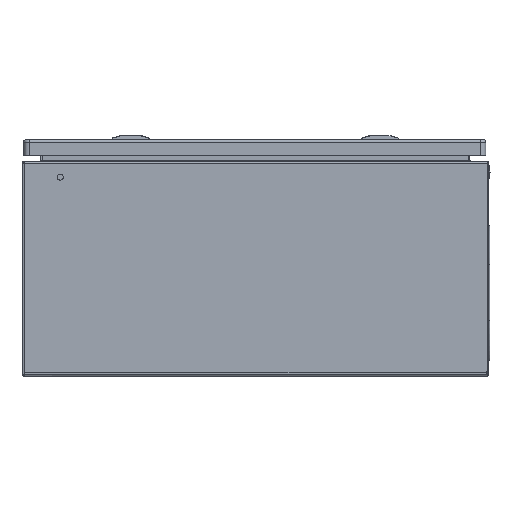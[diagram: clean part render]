
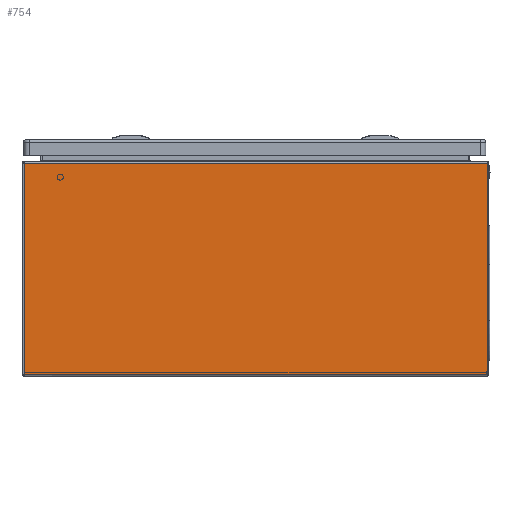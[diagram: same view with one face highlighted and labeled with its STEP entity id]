
A CAD part, left-side view. The second image highlights one B-rep face of the part: STEP entity #754.
In plain terms, the highlighted planar face has unit normal (-1, 0, 0).
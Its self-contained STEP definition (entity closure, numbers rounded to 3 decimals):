
#754=ADVANCED_FACE('',(#5120),#5121,.F.);
#5120=FACE_OUTER_BOUND('',#14864,.T.);
#5121=PLANE('',#14865);
#14864=EDGE_LOOP('',(#32010,#32011,#32012,#32013));
#14865=AXIS2_PLACEMENT_3D('',#32014,#32015,#32016);
#32010=ORIENTED_EDGE('',*,*,#59910,.T.);
#32011=ORIENTED_EDGE('',*,*,#59909,.T.);
#32012=ORIENTED_EDGE('',*,*,#59908,.F.);
#32013=ORIENTED_EDGE('',*,*,#60038,.T.);
#32014=CARTESIAN_POINT('',(-200.0,-0.5,114.581));
#32015=DIRECTION('',(1.0,0.0,0.0));
#32016=DIRECTION('',(0.0,-1.0,0.0));
#59908=EDGE_CURVE('',#71086,#70925,#71091,.T.);
#59909=EDGE_CURVE('',#70930,#70925,#71092,.T.);
#59910=EDGE_CURVE('',#71093,#70930,#71094,.T.);
#60038=EDGE_CURVE('',#71086,#71093,#71283,.T.);
#70925=VERTEX_POINT('',#87951);
#70930=VERTEX_POINT('',#87958);
#71086=VERTEX_POINT('',#88316);
#71091=LINE('',#88324,#88325);
#71092=LINE('',#88326,#88327);
#71093=VERTEX_POINT('',#88328);
#71094=LINE('',#88329,#88330);
#71283=LINE('',#88770,#88771);
#87951=CARTESIAN_POINT('',(-200.0,247.8,227.81));
#87958=CARTESIAN_POINT('',(-200.0,-248.8,227.81));
#88316=CARTESIAN_POINT('',(-200.0,247.8,1.352));
#88324=CARTESIAN_POINT('',(-200.0,247.8,1.352));
#88325=VECTOR('',#120748,226.458);
#88326=CARTESIAN_POINT('',(-200.0,-248.8,227.81));
#88327=VECTOR('',#120749,496.6);
#88328=CARTESIAN_POINT('',(-200.0,-248.8,1.352));
#88329=CARTESIAN_POINT('',(-200.0,-248.8,1.352));
#88330=VECTOR('',#120750,226.458);
#88770=CARTESIAN_POINT('',(-200.0,247.8,1.352));
#88771=VECTOR('',#120925,496.6);
#120748=DIRECTION('',(0.0,0.0,1.0));
#120749=DIRECTION('',(0.0,1.0,0.0));
#120750=DIRECTION('',(0.0,0.,1.0));
#120925=DIRECTION('',(0.0,-1.0,0.0));
